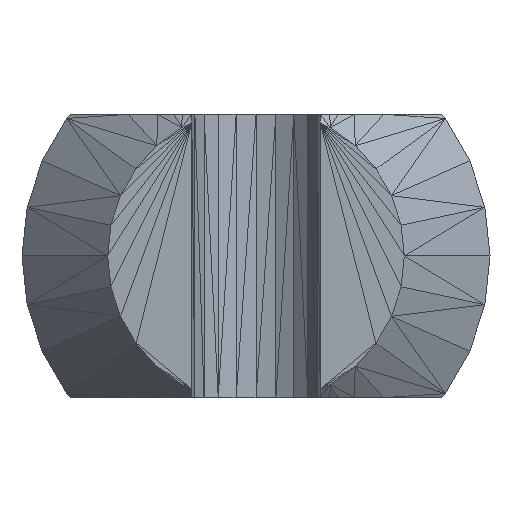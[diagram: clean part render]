
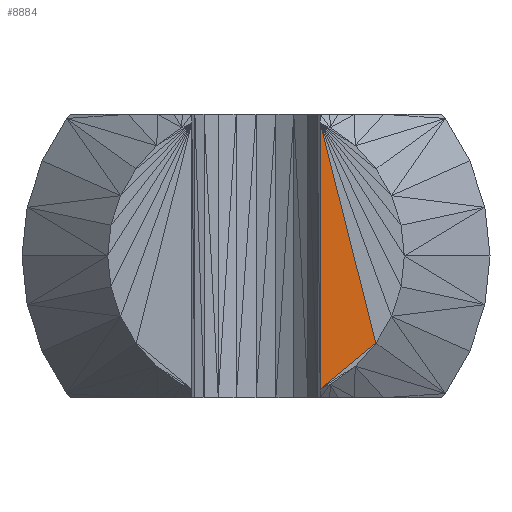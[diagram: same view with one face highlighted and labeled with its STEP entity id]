
A CAD part, front view. The second image highlights one B-rep face of the part: STEP entity #8884.
In plain terms, the highlighted planar face has unit normal (0, -1, 0).
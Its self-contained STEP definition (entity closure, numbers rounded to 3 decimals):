
#114 = CARTESIAN_POINT ( 'NONE',  ( 0.975, -12.05, 0.135 ) ) ;
#330 = VERTEX_POINT ( 'NONE', #9738 ) ;
#410 = CARTESIAN_POINT ( 'NONE',  ( 1.82, -12.05, 0.827 ) ) ;
#499 = AXIS2_PLACEMENT_3D ( 'NONE', #9607, #4238, #9656 ) ;
#795 = EDGE_CURVE ( 'NONE', #330, #5865, #1660, .T. ) ;
#965 = DIRECTION ( 'NONE',  ( 0., 0., -1. ) ) ;
#1597 = DIRECTION ( 'NONE',  ( 0.773, 0., 0.634 ) ) ;
#1660 = LINE ( 'NONE', #3304, #3879 ) ;
#2460 = VERTEX_POINT ( 'NONE', #410 ) ;
#2524 = CARTESIAN_POINT ( 'NONE',  ( 0.975, -12.05, 4.165 ) ) ;
#2624 = ORIENTED_EDGE ( 'NONE', *, *, #795, .T. ) ;
#2804 = CARTESIAN_POINT ( 'NONE',  ( 0.975, -12.05, 0.135 ) ) ;
#3246 = ORIENTED_EDGE ( 'NONE', *, *, #5760, .F. ) ;
#3304 = CARTESIAN_POINT ( 'NONE',  ( 0.975, -12.05, 4.165 ) ) ;
#3836 = LINE ( 'NONE', #114, #8548 ) ;
#3879 = VECTOR ( 'NONE', #965, 1000. ) ;
#4238 = DIRECTION ( 'NONE',  ( 0., -1., 0. ) ) ;
#4881 = EDGE_CURVE ( 'NONE', #5865, #2460, #3836, .T. ) ;
#4936 = FACE_OUTER_BOUND ( 'NONE', #5664, .T. ) ;
#5664 = EDGE_LOOP ( 'NONE', ( #2624, #7138, #3246 ) ) ;
#5760 = EDGE_CURVE ( 'NONE', #330, #2460, #7145, .T. ) ;
#5865 = VERTEX_POINT ( 'NONE', #2804 ) ;
#5868 = PLANE ( 'NONE',  #499 ) ;
#7138 = ORIENTED_EDGE ( 'NONE', *, *, #4881, .T. ) ;
#7145 = LINE ( 'NONE', #2524, #9334 ) ;
#8548 = VECTOR ( 'NONE', #1597, 1000. ) ;
#8884 = ADVANCED_FACE ( 'NONE', ( #4936 ), #5868, .T. ) ;
#9334 = VECTOR ( 'NONE', #9338, 1000. ) ;
#9338 = DIRECTION ( 'NONE',  ( 0.245, 0., -0.969 ) ) ;
#9607 = CARTESIAN_POINT ( 'NONE',  ( 0., -12.05, 0. ) ) ;
#9656 = DIRECTION ( 'NONE',  ( 0., 0., -1. ) ) ;
#9738 = CARTESIAN_POINT ( 'NONE',  ( 0.975, -12.05, 4.165 ) ) ;
